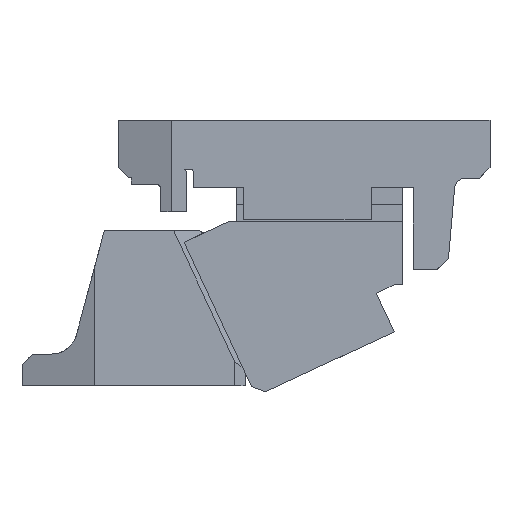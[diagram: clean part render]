
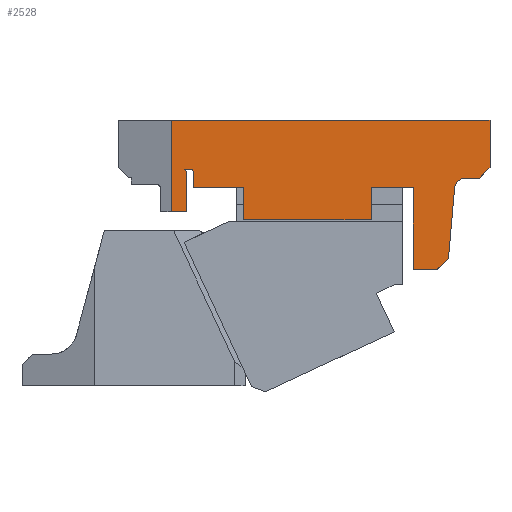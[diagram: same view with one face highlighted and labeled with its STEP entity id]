
A CAD part, front view. The second image highlights one B-rep face of the part: STEP entity #2528.
In plain terms, the highlighted planar face has unit normal (0, -1, 0).
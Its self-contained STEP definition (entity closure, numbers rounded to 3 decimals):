
#232=CARTESIAN_POINT('Vertex',(33.203,-26.,69.98)) ;
#235=CARTESIAN_POINT('Line Origine',(31.739,-26.,53.252)) ;
#239=CARTESIAN_POINT('Vertex',(30.276,-26.,36.525)) ;
#312=CARTESIAN_POINT('Vertex',(38.184,-26.,74.544)) ;
#315=CARTESIAN_POINT('Axis2P3D Location',(38.184,-26.,69.544)) ;
#471=CARTESIAN_POINT('Line Origine',(27.558,-26.,34.034)) ;
#475=CARTESIAN_POINT('Vertex',(24.84,-26.,31.544)) ;
#587=CARTESIAN_POINT('Vertex',(44.84,-26.,74.544)) ;
#590=CARTESIAN_POINT('Line Origine',(41.512,-26.,74.544)) ;
#611=CARTESIAN_POINT('Vertex',(49.84,-26.,79.544)) ;
#616=CARTESIAN_POINT('Line Origine',(47.34,-26.,77.044)) ;
#887=CARTESIAN_POINT('Line Origine',(19.307,-26.,31.544)) ;
#891=CARTESIAN_POINT('Vertex',(13.774,-26.,31.544)) ;
#919=CARTESIAN_POINT('Line Origine',(13.774,-26.,50.804)) ;
#923=CARTESIAN_POINT('Vertex',(13.774,-26.,70.063)) ;
#950=CARTESIAN_POINT('Line Origine',(49.84,-26.,90.657)) ;
#954=CARTESIAN_POINT('Vertex',(49.84,-26.,101.77)) ;
#981=CARTESIAN_POINT('Line Origine',(-25.16,-26.,101.77)) ;
#985=CARTESIAN_POINT('Vertex',(-100.16,-26.,101.77)) ;
#1223=CARTESIAN_POINT('Vertex',(-100.16,-26.,58.604)) ;
#1226=CARTESIAN_POINT('Line Origine',(-100.16,-26.,80.187)) ;
#1269=CARTESIAN_POINT('Vertex',(-92.884,-26.,58.604)) ;
#1272=CARTESIAN_POINT('Line Origine',(-96.522,-26.,58.604)) ;
#1320=CARTESIAN_POINT('Line Origine',(-92.884,-26.,68.104)) ;
#1324=CARTESIAN_POINT('Vertex',(-92.884,-26.,77.604)) ;
#1351=CARTESIAN_POINT('Line Origine',(-93.384,-26.,78.104)) ;
#1355=CARTESIAN_POINT('Vertex',(-93.884,-26.,78.604)) ;
#1393=CARTESIAN_POINT('Vertex',(-90.884,-26.,78.604)) ;
#1396=CARTESIAN_POINT('Line Origine',(-92.384,-26.,78.604)) ;
#1424=CARTESIAN_POINT('Vertex',(-89.884,-26.,77.604)) ;
#1427=CARTESIAN_POINT('Axis2P3D Location',(-90.884,-26.,77.604)) ;
#1455=CARTESIAN_POINT('Vertex',(-89.884,-26.,70.063)) ;
#1458=CARTESIAN_POINT('Line Origine',(-89.884,-26.,73.834)) ;
#2380=CARTESIAN_POINT('Line Origine',(3.833,-26.,70.063)) ;
#2384=CARTESIAN_POINT('Vertex',(-6.108,-26.,70.063)) ;
#2396=CARTESIAN_POINT('Vertex',(-66.108,-26.,70.063)) ;
#2399=CARTESIAN_POINT('Line Origine',(-77.996,-26.,70.063)) ;
#2471=CARTESIAN_POINT('Vertex',(-66.108,-26.,55.063)) ;
#2474=CARTESIAN_POINT('Line Origine',(-66.108,-26.,62.563)) ;
#2488=CARTESIAN_POINT('Axis2P3D Location',(-9.658,-26.,99.998)) ;
#2493=CARTESIAN_POINT('Line Origine',(-36.108,-26.,55.063)) ;
#2497=CARTESIAN_POINT('Vertex',(-6.108,-26.,55.063)) ;
#2500=CARTESIAN_POINT('Line Origine',(-6.108,-26.,62.563)) ;
#236=DIRECTION('Vector Direction',(0.087,0.,0.996)) ;
#316=DIRECTION('Axis2P3D Direction',(0.,1.,0.)) ;
#472=DIRECTION('Vector Direction',(0.737,0.,0.676)) ;
#591=DIRECTION('Vector Direction',(1.,0.,0.)) ;
#617=DIRECTION('Vector Direction',(0.707,0.,0.707)) ;
#888=DIRECTION('Vector Direction',(1.,0.,0.)) ;
#920=DIRECTION('Vector Direction',(0.,0.,-1.)) ;
#951=DIRECTION('Vector Direction',(0.,0.,-1.)) ;
#982=DIRECTION('Vector Direction',(1.,0.,0.)) ;
#1227=DIRECTION('Vector Direction',(0.,0.,1.)) ;
#1273=DIRECTION('Vector Direction',(1.,0.,0.)) ;
#1321=DIRECTION('Vector Direction',(0.,0.,1.)) ;
#1352=DIRECTION('Vector Direction',(-0.707,0.,0.707)) ;
#1397=DIRECTION('Vector Direction',(1.,0.,0.)) ;
#1428=DIRECTION('Axis2P3D Direction',(0.,1.,0.)) ;
#1459=DIRECTION('Vector Direction',(0.,0.,-1.)) ;
#2381=DIRECTION('Vector Direction',(1.,0.,0.)) ;
#2400=DIRECTION('Vector Direction',(1.,0.,0.)) ;
#2475=DIRECTION('Vector Direction',(0.,0.,-1.)) ;
#2489=DIRECTION('Axis2P3D Direction',(0.,-1.,-0.)) ;
#2490=DIRECTION('Axis2P3D XDirection',(-0.707,0.,-0.707)) ;
#2494=DIRECTION('Vector Direction',(1.,0.,0.)) ;
#2501=DIRECTION('Vector Direction',(0.,0.,-1.)) ;
#317=AXIS2_PLACEMENT_3D('Circle Axis2P3D',#315,#316,$) ;
#1429=AXIS2_PLACEMENT_3D('Circle Axis2P3D',#1427,#1428,$) ;
#2491=AXIS2_PLACEMENT_3D('Plane Axis2P3D',#2488,#2489,#2490) ;
#2506=ORIENTED_EDGE('',*,*,#2499,.T.) ;
#2507=ORIENTED_EDGE('',*,*,#2504,.F.) ;
#2508=ORIENTED_EDGE('',*,*,#2386,.T.) ;
#2509=ORIENTED_EDGE('',*,*,#925,.T.) ;
#2510=ORIENTED_EDGE('',*,*,#893,.T.) ;
#2511=ORIENTED_EDGE('',*,*,#477,.T.) ;
#2512=ORIENTED_EDGE('',*,*,#241,.T.) ;
#2513=ORIENTED_EDGE('',*,*,#319,.F.) ;
#2514=ORIENTED_EDGE('',*,*,#594,.T.) ;
#2515=ORIENTED_EDGE('',*,*,#620,.T.) ;
#2516=ORIENTED_EDGE('',*,*,#956,.F.) ;
#2517=ORIENTED_EDGE('',*,*,#987,.F.) ;
#2518=ORIENTED_EDGE('',*,*,#1230,.F.) ;
#2519=ORIENTED_EDGE('',*,*,#1276,.T.) ;
#2520=ORIENTED_EDGE('',*,*,#1326,.T.) ;
#2521=ORIENTED_EDGE('',*,*,#1357,.T.) ;
#2522=ORIENTED_EDGE('',*,*,#1400,.T.) ;
#2523=ORIENTED_EDGE('',*,*,#1431,.F.) ;
#2524=ORIENTED_EDGE('',*,*,#1462,.T.) ;
#2525=ORIENTED_EDGE('',*,*,#2403,.T.) ;
#2526=ORIENTED_EDGE('',*,*,#2478,.T.) ;
#237=VECTOR('Line Direction',#236,1.) ;
#473=VECTOR('Line Direction',#472,1.) ;
#592=VECTOR('Line Direction',#591,1.) ;
#618=VECTOR('Line Direction',#617,1.) ;
#889=VECTOR('Line Direction',#888,1.) ;
#921=VECTOR('Line Direction',#920,1.) ;
#952=VECTOR('Line Direction',#951,1.) ;
#983=VECTOR('Line Direction',#982,1.) ;
#1228=VECTOR('Line Direction',#1227,1.) ;
#1274=VECTOR('Line Direction',#1273,1.) ;
#1322=VECTOR('Line Direction',#1321,1.) ;
#1353=VECTOR('Line Direction',#1352,1.) ;
#1398=VECTOR('Line Direction',#1397,1.) ;
#1460=VECTOR('Line Direction',#1459,1.) ;
#2382=VECTOR('Line Direction',#2381,1.) ;
#2401=VECTOR('Line Direction',#2400,1.) ;
#2476=VECTOR('Line Direction',#2475,1.) ;
#2495=VECTOR('Line Direction',#2494,1.) ;
#2502=VECTOR('Line Direction',#2501,1.) ;
#2528=ADVANCED_FACE('CAM HOLDER',(#2527),#2492,.T.) ;
#318=CIRCLE('generated circle',#317,5.) ;
#1430=CIRCLE('generated circle',#1429,1.) ;
#241=EDGE_CURVE('',#240,#233,#238,.T.) ;
#319=EDGE_CURVE('',#313,#233,#318,.F.) ;
#477=EDGE_CURVE('',#476,#240,#474,.T.) ;
#594=EDGE_CURVE('',#313,#588,#593,.T.) ;
#620=EDGE_CURVE('',#588,#612,#619,.T.) ;
#893=EDGE_CURVE('',#892,#476,#890,.T.) ;
#925=EDGE_CURVE('',#924,#892,#922,.T.) ;
#956=EDGE_CURVE('',#955,#612,#953,.T.) ;
#987=EDGE_CURVE('',#986,#955,#984,.T.) ;
#1230=EDGE_CURVE('',#1224,#986,#1229,.T.) ;
#1276=EDGE_CURVE('',#1224,#1270,#1275,.T.) ;
#1326=EDGE_CURVE('',#1270,#1325,#1323,.T.) ;
#1357=EDGE_CURVE('',#1325,#1356,#1354,.T.) ;
#1400=EDGE_CURVE('',#1356,#1394,#1399,.T.) ;
#1431=EDGE_CURVE('',#1425,#1394,#1430,.F.) ;
#1462=EDGE_CURVE('',#1425,#1456,#1461,.T.) ;
#2386=EDGE_CURVE('',#2385,#924,#2383,.T.) ;
#2403=EDGE_CURVE('',#1456,#2397,#2402,.T.) ;
#2478=EDGE_CURVE('',#2397,#2472,#2477,.T.) ;
#2499=EDGE_CURVE('',#2472,#2498,#2496,.T.) ;
#2504=EDGE_CURVE('',#2385,#2498,#2503,.T.) ;
#2505=EDGE_LOOP('',(#2506,#2507,#2508,#2509,#2510,#2511,#2512,#2513,#2514,#2515,#2516,#2517,#2518,#2519,#2520,#2521,#2522,#2523,#2524,#2525,#2526)) ;
#2527=FACE_OUTER_BOUND('',#2505,.T.) ;
#238=LINE('Line',#235,#237) ;
#474=LINE('Line',#471,#473) ;
#593=LINE('Line',#590,#592) ;
#619=LINE('Line',#616,#618) ;
#890=LINE('Line',#887,#889) ;
#922=LINE('Line',#919,#921) ;
#953=LINE('Line',#950,#952) ;
#984=LINE('Line',#981,#983) ;
#1229=LINE('Line',#1226,#1228) ;
#1275=LINE('Line',#1272,#1274) ;
#1323=LINE('Line',#1320,#1322) ;
#1354=LINE('Line',#1351,#1353) ;
#1399=LINE('Line',#1396,#1398) ;
#1461=LINE('Line',#1458,#1460) ;
#2383=LINE('Line',#2380,#2382) ;
#2402=LINE('Line',#2399,#2401) ;
#2477=LINE('Line',#2474,#2476) ;
#2496=LINE('Line',#2493,#2495) ;
#2503=LINE('Line',#2500,#2502) ;
#2492=PLANE('Plane',#2491) ;
#233=VERTEX_POINT('',#232) ;
#240=VERTEX_POINT('',#239) ;
#313=VERTEX_POINT('',#312) ;
#476=VERTEX_POINT('',#475) ;
#588=VERTEX_POINT('',#587) ;
#612=VERTEX_POINT('',#611) ;
#892=VERTEX_POINT('',#891) ;
#924=VERTEX_POINT('',#923) ;
#955=VERTEX_POINT('',#954) ;
#986=VERTEX_POINT('',#985) ;
#1224=VERTEX_POINT('',#1223) ;
#1270=VERTEX_POINT('',#1269) ;
#1325=VERTEX_POINT('',#1324) ;
#1356=VERTEX_POINT('',#1355) ;
#1394=VERTEX_POINT('',#1393) ;
#1425=VERTEX_POINT('',#1424) ;
#1456=VERTEX_POINT('',#1455) ;
#2385=VERTEX_POINT('',#2384) ;
#2397=VERTEX_POINT('',#2396) ;
#2472=VERTEX_POINT('',#2471) ;
#2498=VERTEX_POINT('',#2497) ;
